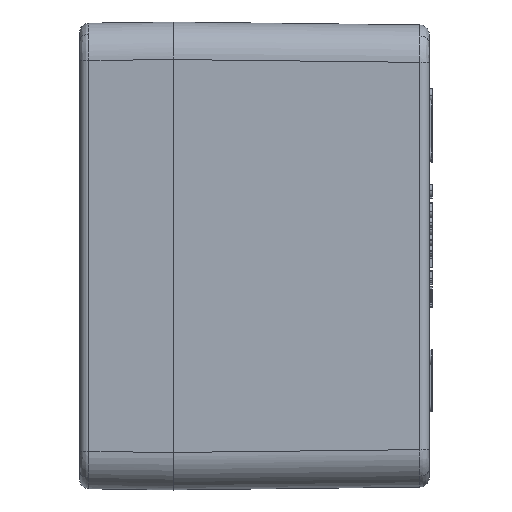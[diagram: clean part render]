
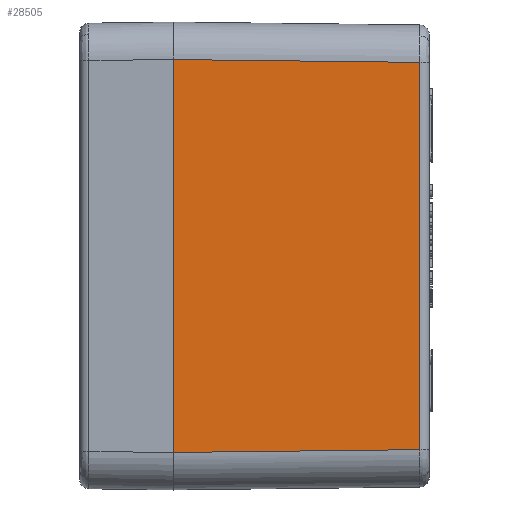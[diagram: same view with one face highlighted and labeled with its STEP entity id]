
A CAD part, left-side view. The second image highlights one B-rep face of the part: STEP entity #28505.
In plain terms, the highlighted planar face has unit normal (-1, -0.011, 0).
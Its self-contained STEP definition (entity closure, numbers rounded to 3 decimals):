
#415 = EDGE_LOOP ( 'NONE', ( #58026, #20790, #24017, #41093 ) ) ;
#1643 = VECTOR ( 'NONE', #32360, 1000. ) ;
#2232 = DIRECTION ( 'NONE',  ( -1., -0.011, 0. ) ) ;
#2303 = LINE ( 'NONE', #37803, #16614 ) ;
#5787 = VERTEX_POINT ( 'NONE', #44265 ) ;
#7552 = VECTOR ( 'NONE', #41738, 1000. ) ;
#11152 = FACE_OUTER_BOUND ( 'NONE', #415, .T. ) ;
#11402 = DIRECTION ( 'NONE',  ( -0.011, 1., 0.011 ) ) ;
#12005 = CARTESIAN_POINT ( 'NONE',  ( -54.991, 1.217, 31.492 ) ) ;
#12183 = VERTEX_POINT ( 'NONE', #22408 ) ;
#12932 = CARTESIAN_POINT ( 'NONE',  ( -55.001, 2.068, -31.501 ) ) ;
#12941 = CARTESIAN_POINT ( 'NONE',  ( -54.981, 0.3, 31.481 ) ) ;
#15435 = EDGE_CURVE ( 'NONE', #12183, #24535, #2303, .T. ) ;
#16614 = VECTOR ( 'NONE', #18616, 1000. ) ;
#17841 = CARTESIAN_POINT ( 'NONE',  ( -54.532, -39.217, 31.016 ) ) ;
#18616 = DIRECTION ( 'NONE',  ( 0., 0., 1. ) ) ;
#20790 = ORIENTED_EDGE ( 'NONE', *, *, #54830, .T. ) ;
#21327 = CARTESIAN_POINT ( 'NONE',  ( -55., 2., -37.5 ) ) ;
#22408 = CARTESIAN_POINT ( 'NONE',  ( -54.981, 0.3, -31.481 ) ) ;
#24017 = ORIENTED_EDGE ( 'NONE', *, *, #35436, .T. ) ;
#24535 = VERTEX_POINT ( 'NONE', #12941 ) ;
#28505 = ADVANCED_FACE ( 'NONE', ( #11152 ), #45372, .T. ) ;
#28703 = LINE ( 'NONE', #17841, #1643 ) ;
#31384 = AXIS2_PLACEMENT_3D ( 'NONE', #21327, #2232, #35906 ) ;
#32360 = DIRECTION ( 'NONE',  ( 0., 0., 1. ) ) ;
#35436 = EDGE_CURVE ( 'NONE', #5787, #24535, #49878, .T. ) ;
#35906 = DIRECTION ( 'NONE',  ( 0.011, -1., 0. ) ) ;
#37432 = EDGE_CURVE ( 'NONE', #12183, #40397, #45932, .T. ) ;
#37803 = CARTESIAN_POINT ( 'NONE',  ( -54.981, 0.3, -37.5 ) ) ;
#40397 = VERTEX_POINT ( 'NONE', #47278 ) ;
#41093 = ORIENTED_EDGE ( 'NONE', *, *, #15435, .F. ) ;
#41738 = DIRECTION ( 'NONE',  ( 0.011, -1., 0.011 ) ) ;
#44265 = CARTESIAN_POINT ( 'NONE',  ( -54.532, -39.217, 31.033 ) ) ;
#45372 = PLANE ( 'NONE',  #31384 ) ;
#45932 = LINE ( 'NONE', #12932, #7552 ) ;
#47278 = CARTESIAN_POINT ( 'NONE',  ( -54.532, -39.217, -31.033 ) ) ;
#48371 = VECTOR ( 'NONE', #11402, 1000. ) ;
#49878 = LINE ( 'NONE', #12005, #48371 ) ;
#54830 = EDGE_CURVE ( 'NONE', #40397, #5787, #28703, .T. ) ;
#58026 = ORIENTED_EDGE ( 'NONE', *, *, #37432, .T. ) ;
